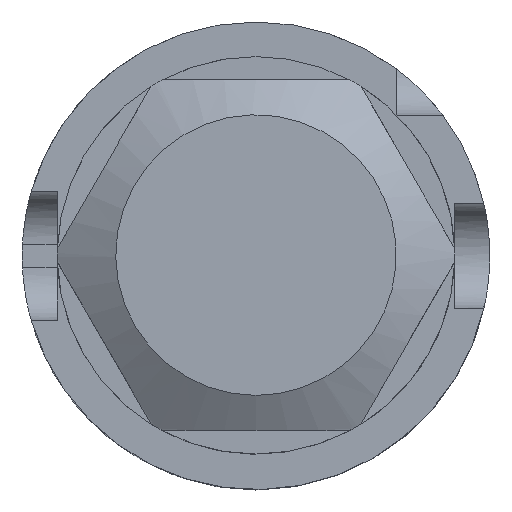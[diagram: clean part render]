
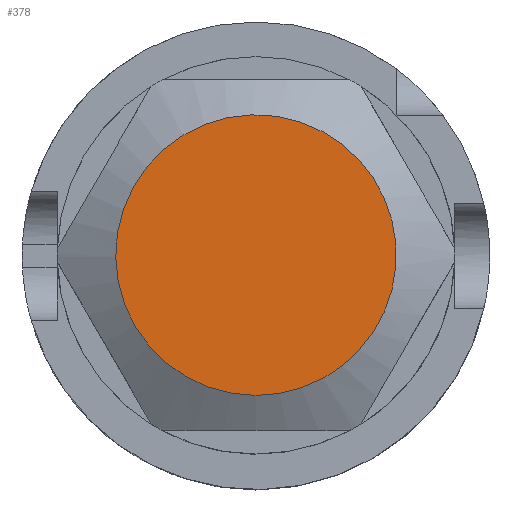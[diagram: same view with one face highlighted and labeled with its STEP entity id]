
A CAD part, top view. The second image highlights one B-rep face of the part: STEP entity #378.
In plain terms, the highlighted planar face has unit normal (0, 0, 1).
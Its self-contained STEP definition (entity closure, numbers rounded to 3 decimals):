
#378=ADVANCED_FACE('',(#519),#475,.T.);
#475=PLANE('',#1691);
#519=FACE_OUTER_BOUND('',#604,.T.);
#604=EDGE_LOOP('',(#755));
#755=ORIENTED_EDGE('',*,*,#1385,.T.);
#1222=VERTEX_POINT('',#2304);
#1385=EDGE_CURVE('',#1222,#1222,#1613,.T.);
#1613=CIRCLE('',#1689,12.);
#1689=AXIS2_PLACEMENT_3D('',#2303,#1883,#1884);
#1691=AXIS2_PLACEMENT_3D('',#2342,#1887,#1888);
#1883=DIRECTION('',(0.,0.,1.));
#1884=DIRECTION('',(0.,-1.,0.));
#1887=DIRECTION('',(0.,0.,1.));
#1888=DIRECTION('',(0.,-1.,0.));
#2303=CARTESIAN_POINT('',(0.,0.,54.973));
#2304=CARTESIAN_POINT('',(0.,-12.,54.973));
#2342=CARTESIAN_POINT('',(0.,0.,54.973));
